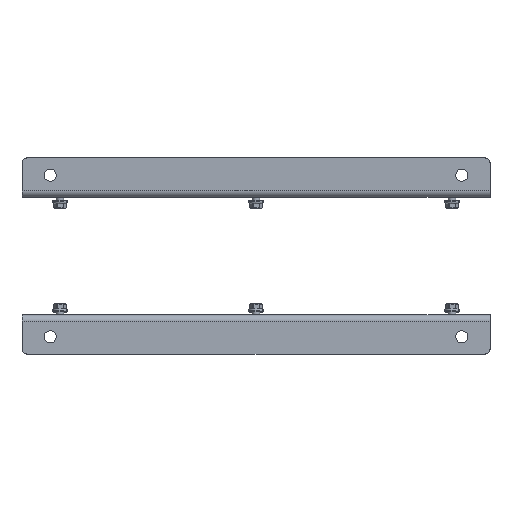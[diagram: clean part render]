
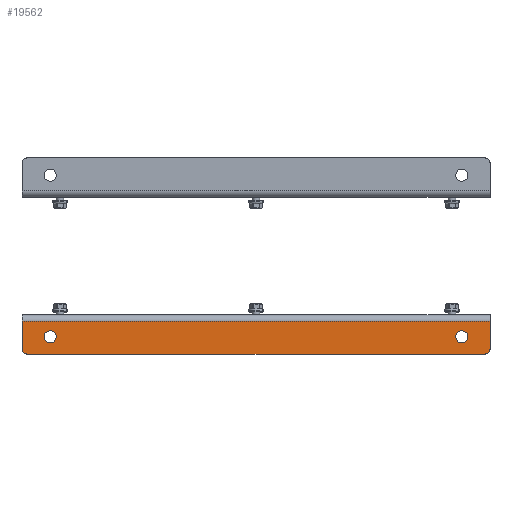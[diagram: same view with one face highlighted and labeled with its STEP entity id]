
A CAD part, top view. The second image highlights one B-rep face of the part: STEP entity #19562.
In plain terms, the highlighted planar face has unit normal (0, 0, 1).
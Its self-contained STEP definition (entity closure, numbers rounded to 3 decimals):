
#9 = EDGE_CURVE ( 'NONE', #9115, #35148, #18919, .T. ) ;
#158 = DIRECTION ( 'NONE',  ( 0., 0., 1. ) ) ;
#226 = ORIENTED_EDGE ( 'NONE', *, *, #4974, .F. ) ;
#1122 = VECTOR ( 'NONE', #32230, 39.37 ) ;
#1183 = CIRCLE ( 'NONE', #22233, 0.25 ) ;
#2362 = EDGE_LOOP ( 'NONE', ( #31087 ) ) ;
#2525 = DIRECTION ( 'NONE',  ( -1., 0., 0. ) ) ;
#2701 = VERTEX_POINT ( 'NONE', #10357 ) ;
#2923 = CARTESIAN_POINT ( 'NONE',  ( 23.625, -1.563, -1.69 ) ) ;
#3772 = CARTESIAN_POINT ( 'NONE',  ( 0., -0.13, -1.69 ) ) ;
#4425 = LINE ( 'NONE', #29318, #1122 ) ;
#4974 = EDGE_CURVE ( 'NONE', #31351, #9115, #33954, .T. ) ;
#5056 = EDGE_CURVE ( 'NONE', #35148, #25086, #32293, .T. ) ;
#5500 = CARTESIAN_POINT ( 'NONE',  ( 23.875, -0.13, -1.69 ) ) ;
#5899 = DIRECTION ( 'NONE',  ( 0., 0., -1. ) ) ;
#6015 = CARTESIAN_POINT ( 'NONE',  ( 22.435, -0.938, -1.69 ) ) ;
#6701 = CARTESIAN_POINT ( 'NONE',  ( 23.875, -1.563, -1.69 ) ) ;
#6921 = CARTESIAN_POINT ( 'NONE',  ( 0., -1.563, -1.69 ) ) ;
#7109 = CARTESIAN_POINT ( 'NONE',  ( 1.44, -0.938, -1.69 ) ) ;
#7233 = CARTESIAN_POINT ( 'NONE',  ( 0., -1.813, -1.69 ) ) ;
#9115 = VERTEX_POINT ( 'NONE', #6701 ) ;
#10357 = CARTESIAN_POINT ( 'NONE',  ( 0., -0.13, -1.69 ) ) ;
#11992 = ORIENTED_EDGE ( 'NONE', *, *, #14155, .F. ) ;
#13252 = AXIS2_PLACEMENT_3D ( 'NONE', #6015, #158, #17353 ) ;
#13601 = FACE_BOUND ( 'NONE', #2362, .T. ) ;
#13777 = CARTESIAN_POINT ( 'NONE',  ( 0., -1.813, -1.69 ) ) ;
#14094 = DIRECTION ( 'NONE',  ( -1., 0., 0. ) ) ;
#14155 = EDGE_CURVE ( 'NONE', #25086, #23150, #1183, .T. ) ;
#15035 = VECTOR ( 'NONE', #22625, 39.37 ) ;
#15071 = EDGE_CURVE ( 'NONE', #17672, #17672, #31011, .T. ) ;
#16213 = VECTOR ( 'NONE', #23355, 39.37 ) ;
#16688 = EDGE_CURVE ( 'NONE', #22988, #22988, #22609, .T. ) ;
#17059 = DIRECTION ( 'NONE',  ( -1., 0., 0. ) ) ;
#17353 = DIRECTION ( 'NONE',  ( 1., 0., 0. ) ) ;
#17672 = VERTEX_POINT ( 'NONE', #34666 ) ;
#17756 = EDGE_CURVE ( 'NONE', #2701, #31351, #23897, .T. ) ;
#18620 = CARTESIAN_POINT ( 'NONE',  ( 23.625, -1.813, -1.69 ) ) ;
#18809 = DIRECTION ( 'NONE',  ( 1., 0., 0. ) ) ;
#18919 = CIRCLE ( 'NONE', #35857, 0.25 ) ;
#19562 = ADVANCED_FACE ( 'NONE', ( #28042, #13601, #24771 ), #19812, .F. ) ;
#19580 = ORIENTED_EDGE ( 'NONE', *, *, #17756, .F. ) ;
#19812 = PLANE ( 'NONE',  #32583 ) ;
#20498 = AXIS2_PLACEMENT_3D ( 'NONE', #7109, #34888, #18809 ) ;
#22208 = ORIENTED_EDGE ( 'NONE', *, *, #9, .F. ) ;
#22233 = AXIS2_PLACEMENT_3D ( 'NONE', #27616, #22657, #2525 ) ;
#22609 = CIRCLE ( 'NONE', #13252, 0.313 ) ;
#22625 = DIRECTION ( 'NONE',  ( 0., -1., 0. ) ) ;
#22657 = DIRECTION ( 'NONE',  ( 0., 0., -1. ) ) ;
#22947 = ORIENTED_EDGE ( 'NONE', *, *, #5056, .F. ) ;
#22988 = VERTEX_POINT ( 'NONE', #25742 ) ;
#23150 = VERTEX_POINT ( 'NONE', #6921 ) ;
#23355 = DIRECTION ( 'NONE',  ( 1., 0., 0. ) ) ;
#23897 = LINE ( 'NONE', #3772, #16213 ) ;
#24771 = FACE_OUTER_BOUND ( 'NONE', #35719, .T. ) ;
#25086 = VERTEX_POINT ( 'NONE', #32542 ) ;
#25200 = CARTESIAN_POINT ( 'NONE',  ( 23.875, -1.813, -1.69 ) ) ;
#25397 = EDGE_CURVE ( 'NONE', #23150, #2701, #4425, .T. ) ;
#25742 = CARTESIAN_POINT ( 'NONE',  ( 22.747, -0.938, -1.69 ) ) ;
#27616 = CARTESIAN_POINT ( 'NONE',  ( 0.25, -1.563, -1.69 ) ) ;
#28042 = FACE_BOUND ( 'NONE', #34693, .T. ) ;
#28256 = ORIENTED_EDGE ( 'NONE', *, *, #15071, .F. ) ;
#29318 = CARTESIAN_POINT ( 'NONE',  ( 0., -1.813, -1.69 ) ) ;
#30237 = VECTOR ( 'NONE', #30801, 39.37 ) ;
#30801 = DIRECTION ( 'NONE',  ( -1., 0., 0. ) ) ;
#31011 = CIRCLE ( 'NONE', #20498, 0.313 ) ;
#31087 = ORIENTED_EDGE ( 'NONE', *, *, #16688, .F. ) ;
#31351 = VERTEX_POINT ( 'NONE', #5500 ) ;
#32133 = ORIENTED_EDGE ( 'NONE', *, *, #25397, .F. ) ;
#32230 = DIRECTION ( 'NONE',  ( 0., 1., 0. ) ) ;
#32293 = LINE ( 'NONE', #7233, #30237 ) ;
#32542 = CARTESIAN_POINT ( 'NONE',  ( 0.25, -1.813, -1.69 ) ) ;
#32583 = AXIS2_PLACEMENT_3D ( 'NONE', #13777, #5899, #17059 ) ;
#33122 = DIRECTION ( 'NONE',  ( 0., 0., -1. ) ) ;
#33954 = LINE ( 'NONE', #25200, #15035 ) ;
#34666 = CARTESIAN_POINT ( 'NONE',  ( 1.752, -0.938, -1.69 ) ) ;
#34693 = EDGE_LOOP ( 'NONE', ( #28256 ) ) ;
#34888 = DIRECTION ( 'NONE',  ( 0., 0., 1. ) ) ;
#35148 = VERTEX_POINT ( 'NONE', #18620 ) ;
#35719 = EDGE_LOOP ( 'NONE', ( #11992, #22947, #22208, #226, #19580, #32133 ) ) ;
#35857 = AXIS2_PLACEMENT_3D ( 'NONE', #2923, #33122, #14094 ) ;
